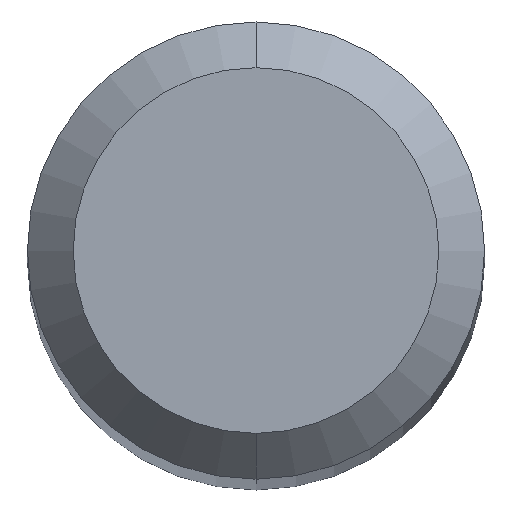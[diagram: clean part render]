
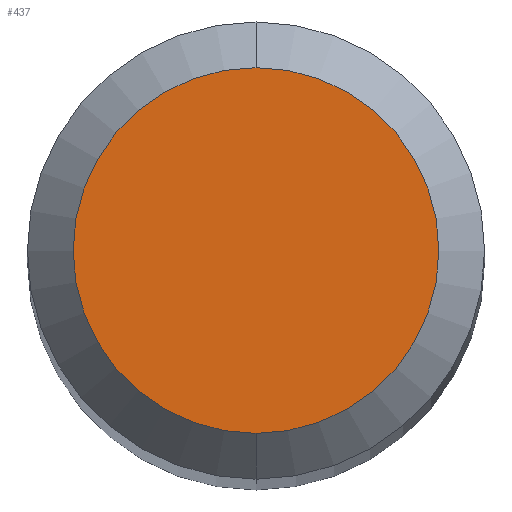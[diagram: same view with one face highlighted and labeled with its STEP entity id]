
A CAD part, top view. The second image highlights one B-rep face of the part: STEP entity #437.
In plain terms, the highlighted planar face has unit normal (0, 0, 1).
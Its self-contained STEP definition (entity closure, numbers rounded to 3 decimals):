
#205=VERTEX_POINT('',#499);
#253=VERTEX_POINT('',#553);
#311=EDGE_CURVE('',#205,#253,#618,.T.);
#403=EDGE_CURVE('',#253,#205,#718,.T.);
#437=ADVANCED_FACE('',(#755),#756,.T.);
#499=CARTESIAN_POINT('',(0.,-1.2,0.0));
#553=CARTESIAN_POINT('',(0.0,1.2,0.0));
#618=CIRCLE('',#1060,1.2);
#718=CIRCLE('',#1239,1.2);
#755=FACE_OUTER_BOUND('',#1374,.T.);
#756=PLANE('',#1375);
#1060=AXIS2_PLACEMENT_3D('',#1578,#1579,#1580);
#1239=AXIS2_PLACEMENT_3D('',#1679,#1680,#1681);
#1374=EDGE_LOOP('',(#1710,#1711));
#1375=AXIS2_PLACEMENT_3D('',#1712,#1713,#1714);
#1578=CARTESIAN_POINT('',(0.0,0.0,0.0));
#1579=DIRECTION('',(0.0,0.0,-1.0));
#1580=DIRECTION('',(0.0,1.0,0.0));
#1679=CARTESIAN_POINT('',(0.0,0.0,0.0));
#1680=DIRECTION('',(0.0,0.0,-1.0));
#1681=DIRECTION('',(0.0,1.0,0.0));
#1710=ORIENTED_EDGE('',*,*,#403,.F.);
#1711=ORIENTED_EDGE('',*,*,#311,.F.);
#1712=CARTESIAN_POINT('',(0.0,0.6,0.0));
#1713=DIRECTION('',(-0.0,0.0,1.0));
#1714=DIRECTION('',(0.0,-1.0,0.0));
